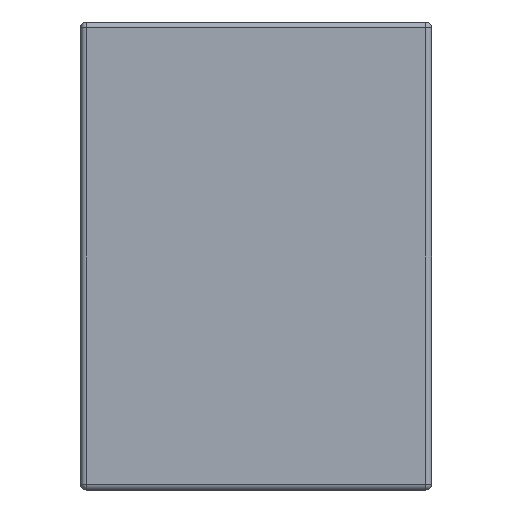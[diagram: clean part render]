
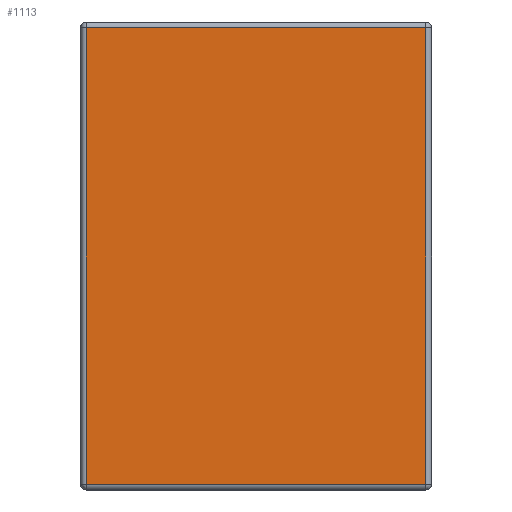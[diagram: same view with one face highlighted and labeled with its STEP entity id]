
A CAD part, left-side view. The second image highlights one B-rep face of the part: STEP entity #1113.
In plain terms, the highlighted planar face has unit normal (-1, 0, 0).
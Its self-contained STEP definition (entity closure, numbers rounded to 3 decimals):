
#1 = CARTESIAN_POINT ( 'NONE',  ( -20., 0.25, 15. ) ) ;
#111 = CARTESIAN_POINT ( 'NONE',  ( -20., 15., 14.75 ) ) ;
#131 = LINE ( 'NONE', #1, #844 ) ;
#170 = ORIENTED_EDGE ( 'NONE', *, *, #395, .T. ) ;
#232 = ORIENTED_EDGE ( 'NONE', *, *, #384, .T. ) ;
#302 = CARTESIAN_POINT ( 'NONE',  ( -20., 14.75, 14.75 ) ) ;
#384 = EDGE_CURVE ( 'NONE', #1830, #485, #1169, .T. ) ;
#395 = EDGE_CURVE ( 'NONE', #1181, #1252, #1338, .T. ) ;
#430 = DIRECTION ( 'NONE',  ( 0., 1., 0. ) ) ;
#463 = VECTOR ( 'NONE', #430, 1000. ) ;
#485 = VERTEX_POINT ( 'NONE', #768 ) ;
#537 = FACE_OUTER_BOUND ( 'NONE', #1935, .T. ) ;
#569 = DIRECTION ( 'NONE',  ( 1., 0., 0. ) ) ;
#706 = CARTESIAN_POINT ( 'NONE',  ( -20., 14.75, -4.75 ) ) ;
#727 = CARTESIAN_POINT ( 'NONE',  ( -20., 15., 15. ) ) ;
#768 = CARTESIAN_POINT ( 'NONE',  ( -20., 0.25, -4.75 ) ) ;
#844 = VECTOR ( 'NONE', #901, 1000. ) ;
#901 = DIRECTION ( 'NONE',  ( 0., 0., 1. ) ) ;
#936 = VECTOR ( 'NONE', #1408, 1000. ) ;
#1032 = CARTESIAN_POINT ( 'NONE',  ( -20., 0.25, 14.75 ) ) ;
#1068 = CARTESIAN_POINT ( 'NONE',  ( -20., 14.75, 15. ) ) ;
#1113 = ADVANCED_FACE ( 'NONE', ( #537 ), #1144, .F. ) ;
#1117 = ORIENTED_EDGE ( 'NONE', *, *, #1673, .T. ) ;
#1144 = PLANE ( 'NONE',  #1956 ) ;
#1169 = LINE ( 'NONE', #1941, #1315 ) ;
#1181 = VERTEX_POINT ( 'NONE', #1032 ) ;
#1183 = EDGE_CURVE ( 'NONE', #485, #1181, #131, .T. ) ;
#1252 = VERTEX_POINT ( 'NONE', #302 ) ;
#1315 = VECTOR ( 'NONE', #1488, 1000. ) ;
#1338 = LINE ( 'NONE', #111, #463 ) ;
#1401 = LINE ( 'NONE', #1068, #936 ) ;
#1408 = DIRECTION ( 'NONE',  ( 0., 0., -1. ) ) ;
#1488 = DIRECTION ( 'NONE',  ( 0., -1., 0. ) ) ;
#1673 = EDGE_CURVE ( 'NONE', #1252, #1830, #1401, .T. ) ;
#1818 = ORIENTED_EDGE ( 'NONE', *, *, #1183, .T. ) ;
#1830 = VERTEX_POINT ( 'NONE', #706 ) ;
#1907 = DIRECTION ( 'NONE',  ( 0., 0., -1. ) ) ;
#1935 = EDGE_LOOP ( 'NONE', ( #232, #1818, #170, #1117 ) ) ;
#1941 = CARTESIAN_POINT ( 'NONE',  ( -20., 15., -4.75 ) ) ;
#1956 = AXIS2_PLACEMENT_3D ( 'NONE', #727, #569, #1907 ) ;
